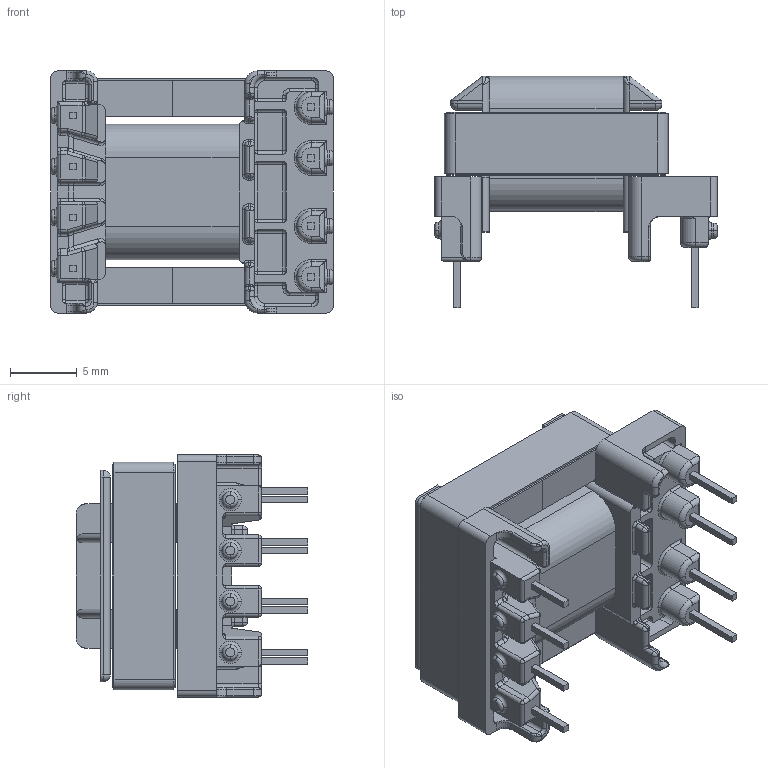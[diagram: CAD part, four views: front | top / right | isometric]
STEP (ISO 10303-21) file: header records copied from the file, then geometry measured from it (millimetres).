
FILE_DESCRIPTION (( 'STEP AP214' ), '1' );
FILE_NAME ('EE16-8-5_5405.STEP', '2021-06-30T20:24:08', ( '' ), ( '' ), 'SwSTEP 2.0', 'SolidWorks 2017', '' );
FILE_SCHEMA (( 'AUTOMOTIVE_DESIGN' ));
Length unit declared in the file: millimetre
Products named in the file (5): 070-5405_6B; 070-5405_coil; 150-1411_6A; EE16-8-5_5405; 440-9989-1411
Assembly tree (5 placements, depth 2):
  EE16-8-5_5405
    070-5405_6B
    070-5405_coil
    150-1411_6A  x2
    440-9989-1411
Bounding box: 21.11 x 17.31 x 18.1 mm (x, y, z)
Volume: 2489.6 mm3; surface area: 4405.2 mm2
Topology: 5 solids, 5 shells, 782 faces, 1921 edges, 1098 vertices
Faces by surface type: cylinder 311, plane 261, torus 120, bspline 54, sphere 36
Entity records: 24090 total; most frequent: CARTESIAN_POINT 5757, DIRECTION 3717, ORIENTED_EDGE 3622, EDGE_CURVE 1811, AXIS2_PLACEMENT_3D 1392, VERTEX_POINT 1070, VECTOR 933, LINE 933
